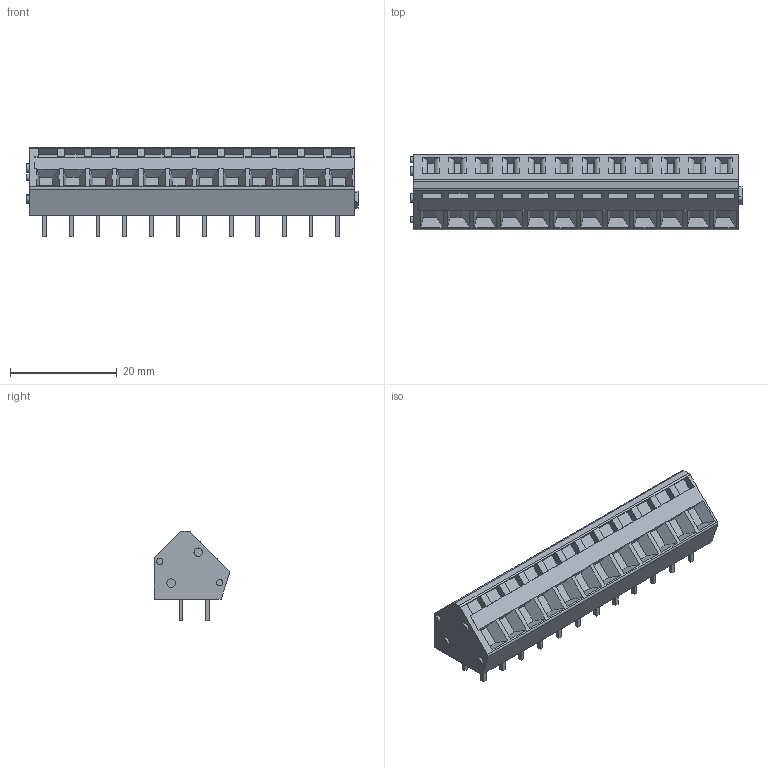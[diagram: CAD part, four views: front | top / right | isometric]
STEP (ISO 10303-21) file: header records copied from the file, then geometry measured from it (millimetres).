
FILE_DESCRIPTION(/* description */ (''),/* implementation_level */ '2;1');
FILE_NAME(/* name */ 'WAGO_236-412_3d.stp',/* time_stamp */ '2015-07-20T15:58:15+02:00',/* author */ ('bcivel'),/* organization */ (''),/* preprocessor_version */ 'ST-DEVELOPER v15.5',/* originating_system */ 'AutoCAD Mechanical',/* authorisation */ '');
FILE_SCHEMA (('AUTOMOTIVE_DESIGN { 1 0 10303 214 3 1 1 }'));
Length unit declared in the file: millimetre
Products named in the file (1): Product
Bounding box: 62.3 x 14.09 x 16.71 mm (x, y, z)
Volume: 7684.5 mm3; surface area: 3928.2 mm2
Topology: 25 solids, 25 shells, 401 faces, 954 edges, 620 vertices
Faces by surface type: plane 369, cylinder 32
Full cylindrical faces by diameter (mm): 1.2 x2, 1.6 x2
Entity records: 11323 total; most frequent: CARTESIAN_POINT 1972, ORIENTED_EDGE 1900, DIRECTION 1818, EDGE_CURVE 950, LINE 886, VECTOR 886, VERTEX_POINT 620, AXIS2_PLACEMENT_3D 466
